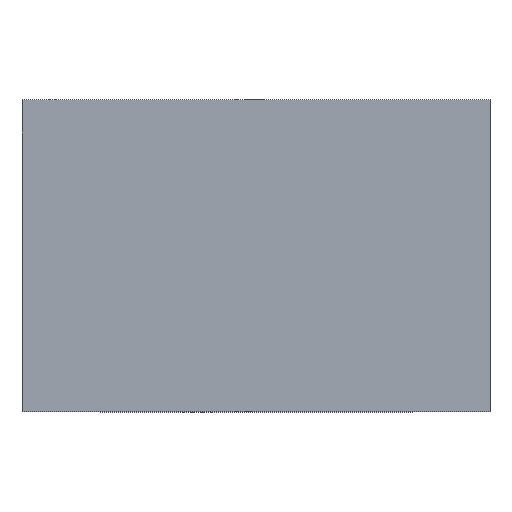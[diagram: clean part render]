
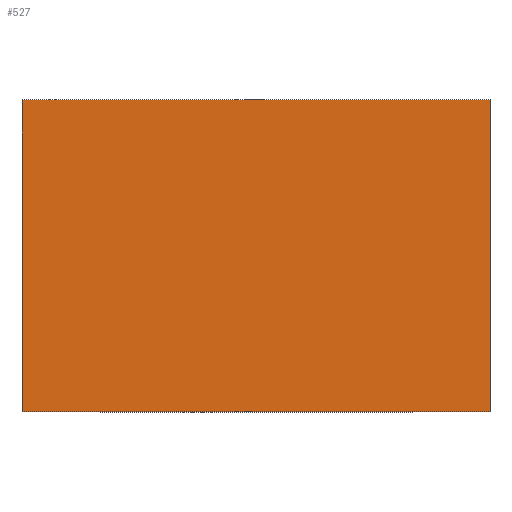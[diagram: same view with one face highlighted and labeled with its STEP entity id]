
A CAD part, top view. The second image highlights one B-rep face of the part: STEP entity #527.
In plain terms, the highlighted planar face has unit normal (0, 0, 1).
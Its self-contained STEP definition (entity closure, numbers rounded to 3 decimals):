
#33=FACE_OUTER_BOUND('',#63,.T.);
#63=EDGE_LOOP('',(#411,#412,#413,#414));
#114=LINE('',#796,#186);
#117=LINE('',#802,#189);
#119=LINE('',#805,#191);
#120=LINE('',#806,#192);
#186=VECTOR('',#652,10.);
#189=VECTOR('',#657,10.);
#191=VECTOR('',#661,10.);
#192=VECTOR('',#662,10.);
#247=VERTEX_POINT('',#793);
#248=VERTEX_POINT('',#795);
#249=VERTEX_POINT('',#799);
#250=VERTEX_POINT('',#801);
#306=EDGE_CURVE('',#248,#247,#114,.T.);
#309=EDGE_CURVE('',#250,#249,#117,.T.);
#311=EDGE_CURVE('',#247,#250,#119,.T.);
#312=EDGE_CURVE('',#249,#248,#120,.T.);
#411=ORIENTED_EDGE('',*,*,#311,.T.);
#412=ORIENTED_EDGE('',*,*,#309,.T.);
#413=ORIENTED_EDGE('',*,*,#312,.T.);
#414=ORIENTED_EDGE('',*,*,#306,.T.);
#499=PLANE('',#569);
#527=ADVANCED_FACE('',(#33),#499,.T.);
#569=AXIS2_PLACEMENT_3D('',#804,#659,#660);
#652=DIRECTION('',(0.,1.,0.));
#657=DIRECTION('',(0.,-1.,0.));
#659=DIRECTION('center_axis',(0.,0.,1.));
#660=DIRECTION('ref_axis',(1.,0.,0.));
#661=DIRECTION('',(-1.,0.,0.));
#662=DIRECTION('',(1.,0.,0.));
#793=CARTESIAN_POINT('',(22.5,15.,11.5));
#795=CARTESIAN_POINT('',(22.5,-15.,11.5));
#796=CARTESIAN_POINT('',(22.5,15.,11.5));
#799=CARTESIAN_POINT('',(-22.5,-15.,11.5));
#801=CARTESIAN_POINT('',(-22.5,15.,11.5));
#802=CARTESIAN_POINT('',(-22.5,-15.,11.5));
#804=CARTESIAN_POINT('Origin',(0.,0.,11.5));
#805=CARTESIAN_POINT('',(-22.5,15.,11.5));
#806=CARTESIAN_POINT('',(22.5,-15.,11.5));
